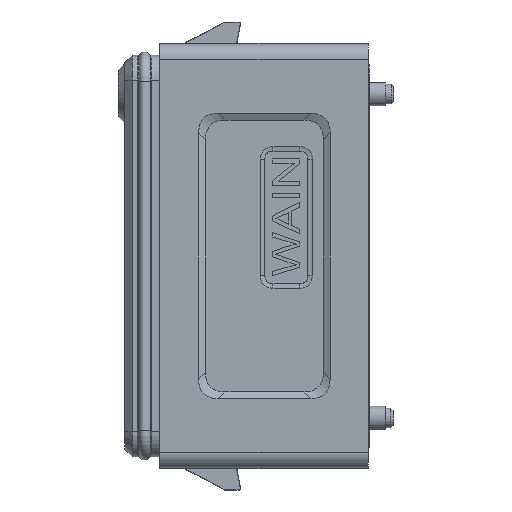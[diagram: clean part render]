
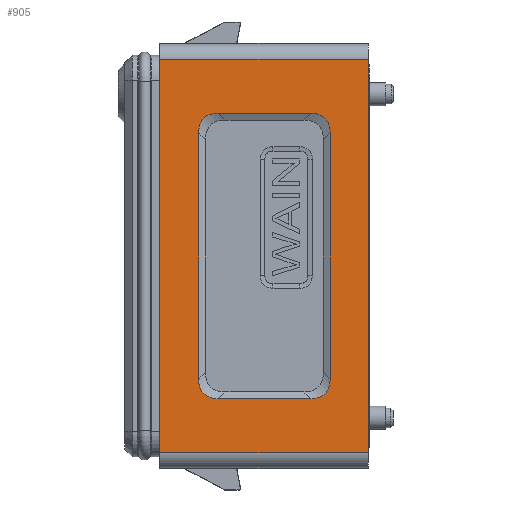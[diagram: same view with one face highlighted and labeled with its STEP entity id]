
A CAD part, left-side view. The second image highlights one B-rep face of the part: STEP entity #905.
In plain terms, the highlighted planar face has unit normal (-1, 0, 0).
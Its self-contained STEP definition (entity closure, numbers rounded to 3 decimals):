
#179=FACE_BOUND('',#1970,.T.);
#180=FACE_BOUND('',#1971,.T.);
#652=ELLIPSE('',#7587,13.229,5.);
#653=ELLIPSE('',#7588,13.229,5.);
#654=ELLIPSE('',#7589,13.229,5.);
#655=ELLIPSE('',#7590,13.229,5.);
#905=ADVANCED_FACE('',(#179,#180),#1307,.T.);
#1307=PLANE('',#7591);
#1970=EDGE_LOOP('',(#2880,#2881,#2882,#2883,#2884,#2885,#2886,#2887));
#1971=EDGE_LOOP('',(#2888,#2889,#2890,#2891));
#2880=ORIENTED_EDGE('',*,*,#5584,.F.);
#2881=ORIENTED_EDGE('',*,*,#5585,.T.);
#2882=ORIENTED_EDGE('',*,*,#5586,.F.);
#2883=ORIENTED_EDGE('',*,*,#5587,.T.);
#2884=ORIENTED_EDGE('',*,*,#5588,.F.);
#2885=ORIENTED_EDGE('',*,*,#5589,.T.);
#2886=ORIENTED_EDGE('',*,*,#5590,.F.);
#2887=ORIENTED_EDGE('',*,*,#5591,.T.);
#2888=ORIENTED_EDGE('',*,*,#5320,.F.);
#2889=ORIENTED_EDGE('',*,*,#5592,.T.);
#2890=ORIENTED_EDGE('',*,*,#5564,.T.);
#2891=ORIENTED_EDGE('',*,*,#5593,.T.);
#4588=VERTEX_POINT('',#10188);
#4589=VERTEX_POINT('',#10190);
#4803=VERTEX_POINT('',#11023);
#4804=VERTEX_POINT('',#11025);
#4813=VERTEX_POINT('',#11064);
#4814=VERTEX_POINT('',#11065);
#4815=VERTEX_POINT('',#11067);
#4816=VERTEX_POINT('',#11069);
#4817=VERTEX_POINT('',#11071);
#4818=VERTEX_POINT('',#11073);
#4819=VERTEX_POINT('',#11075);
#4820=VERTEX_POINT('',#11077);
#5320=EDGE_CURVE('',#4588,#4589,#6341,.T.);
#5564=EDGE_CURVE('',#4804,#4803,#6441,.T.);
#5584=EDGE_CURVE('',#4813,#4814,#6456,.T.);
#5585=EDGE_CURVE('',#4813,#4815,#652,.T.);
#5586=EDGE_CURVE('',#4816,#4815,#6457,.T.);
#5587=EDGE_CURVE('',#4816,#4817,#653,.T.);
#5588=EDGE_CURVE('',#4818,#4817,#6458,.T.);
#5589=EDGE_CURVE('',#4818,#4819,#654,.T.);
#5590=EDGE_CURVE('',#4820,#4819,#6459,.T.);
#5591=EDGE_CURVE('',#4820,#4814,#655,.T.);
#5592=EDGE_CURVE('',#4588,#4804,#6460,.T.);
#5593=EDGE_CURVE('',#4803,#4589,#6461,.T.);
#6341=LINE('',#10189,#6946);
#6441=LINE('',#11024,#7046);
#6456=LINE('',#11063,#7061);
#6457=LINE('',#11068,#7062);
#6458=LINE('',#11072,#7063);
#6459=LINE('',#11076,#7064);
#6460=LINE('',#11079,#7065);
#6461=LINE('',#11080,#7066);
#6946=VECTOR('',#8305,1.);
#7046=VECTOR('',#8561,1.);
#7061=VECTOR('',#8606,1.);
#7062=VECTOR('',#8609,1.);
#7063=VECTOR('',#8612,1.);
#7064=VECTOR('',#8615,1.);
#7065=VECTOR('',#8618,1.);
#7066=VECTOR('',#8619,1.);
#7587=AXIS2_PLACEMENT_3D('',#11066,#8607,#8608);
#7588=AXIS2_PLACEMENT_3D('',#11070,#8610,#8611);
#7589=AXIS2_PLACEMENT_3D('',#11074,#8613,#8614);
#7590=AXIS2_PLACEMENT_3D('',#11078,#8616,#8617);
#7591=AXIS2_PLACEMENT_3D('',#11081,#8620,#8621);
#8305=DIRECTION('',(0.,0.,1.));
#8561=DIRECTION('',(0.,0.,1.));
#8606=DIRECTION('',(0.,0.,1.));
#8607=DIRECTION('',(1.,0.,0.));
#8608=DIRECTION('',(0.,0.707,0.707));
#8609=DIRECTION('',(0.,-1.,0.));
#8610=DIRECTION('',(1.,0.,0.));
#8611=DIRECTION('',(0.,-0.707,0.707));
#8612=DIRECTION('',(0.,0.,-1.));
#8613=DIRECTION('',(1.,0.,0.));
#8614=DIRECTION('',(0.,-0.707,-0.707));
#8615=DIRECTION('',(0.,1.,0.));
#8616=DIRECTION('',(1.,0.,0.));
#8617=DIRECTION('',(0.,0.707,-0.707));
#8618=DIRECTION('',(0.,-1.,0.));
#8619=DIRECTION('',(0.,1.,0.));
#8620=DIRECTION('',(-1.,0.,0.));
#8621=DIRECTION('',(0.,0.,1.));
#10188=CARTESIAN_POINT('',(-11.,26.85,-25.221));
#10189=CARTESIAN_POINT('',(-11.,26.85,-22.5));
#10190=CARTESIAN_POINT('',(-11.,26.85,25.221));
#11023=CARTESIAN_POINT('',(-11.,0.1,25.221));
#11024=CARTESIAN_POINT('',(-11.,0.1,22.5));
#11025=CARTESIAN_POINT('',(-11.,0.1,-25.221));
#11063=CARTESIAN_POINT('',(-11.,5.,-20.3));
#11064=CARTESIAN_POINT('',(-11.,5.,-15.8));
#11065=CARTESIAN_POINT('',(-11.,5.,15.8));
#11066=CARTESIAN_POINT('',(-11.,15.,-8.3));
#11067=CARTESIAN_POINT('',(-11.,7.5,-18.3));
#11068=CARTESIAN_POINT('',(-11.,21.85,-18.3));
#11069=CARTESIAN_POINT('',(-11.,19.35,-18.3));
#11070=CARTESIAN_POINT('',(-11.,11.85,-8.3));
#11071=CARTESIAN_POINT('',(-11.,21.85,-15.8));
#11072=CARTESIAN_POINT('',(-11.,21.85,20.3));
#11073=CARTESIAN_POINT('',(-11.,21.85,15.8));
#11074=CARTESIAN_POINT('',(-11.,11.85,8.3));
#11075=CARTESIAN_POINT('',(-11.,19.35,18.3));
#11076=CARTESIAN_POINT('',(-11.,5.,18.3));
#11077=CARTESIAN_POINT('',(-11.,7.5,18.3));
#11078=CARTESIAN_POINT('',(-11.,15.,8.3));
#11079=CARTESIAN_POINT('',(-11.,0.,-25.221));
#11080=CARTESIAN_POINT('',(-11.,0.,25.221));
#11081=CARTESIAN_POINT('',(-11.,0.,-22.5));
